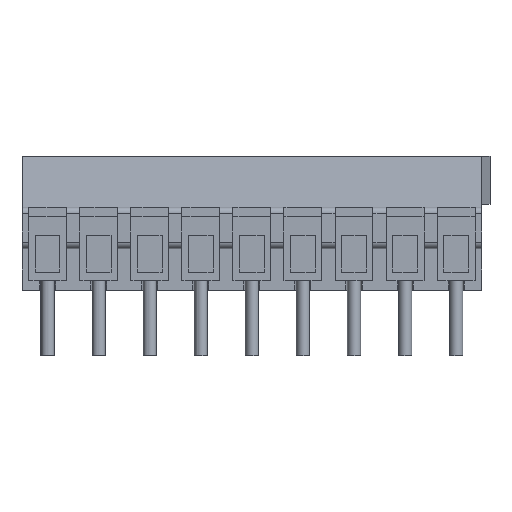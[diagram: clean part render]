
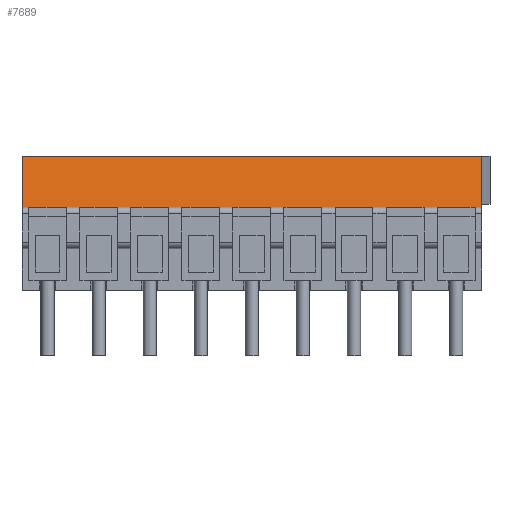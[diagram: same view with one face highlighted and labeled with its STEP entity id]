
A CAD part, front view. The second image highlights one B-rep face of the part: STEP entity #7689.
In plain terms, the highlighted planar face has unit normal (0, -0.985, 0.174).
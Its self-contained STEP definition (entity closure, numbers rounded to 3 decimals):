
#44 = PLANE('',#45);
#45 = AXIS2_PLACEMENT_3D('',#46,#47,#48);
#46 = CARTESIAN_POINT('',(-1.75,-0.574,4.593));
#47 = DIRECTION('',(-1.,-0.,-0.));
#48 = DIRECTION('',(0.,0.,-1.));
#1666 = PLANE('',#1667);
#1667 = AXIS2_PLACEMENT_3D('',#1668,#1669,#1670);
#1668 = CARTESIAN_POINT('',(29.75,-0.574,4.593));
#1669 = DIRECTION('',(1.,0.,0.));
#1670 = DIRECTION('',(0.,0.,1.));
#1850 = VERTEX_POINT('',#1851);
#1851 = CARTESIAN_POINT('',(-1.75,-3.45,5.7));
#1865 = PLANE('',#1866);
#1866 = AXIS2_PLACEMENT_3D('',#1867,#1868,#1869);
#1867 = CARTESIAN_POINT('',(14.,-3.724,5.7));
#1868 = DIRECTION('',(0.,0.,1.));
#1869 = DIRECTION('',(0.,1.,0.));
#1877 = EDGE_CURVE('',#1878,#1850,#1880,.T.);
#1878 = VERTEX_POINT('',#1879);
#1879 = CARTESIAN_POINT('',(-1.75,-2.83,9.2));
#1880 = SURFACE_CURVE('',#1881,(#1885,#1892),.PCURVE_S1.);
#1881 = LINE('',#1882,#1883);
#1882 = CARTESIAN_POINT('',(-1.75,-2.83,9.2));
#1883 = VECTOR('',#1884,1.);
#1884 = DIRECTION('',(0.,-0.174,-0.985));
#1885 = PCURVE('',#44,#1886);
#1886 = DEFINITIONAL_REPRESENTATION('',(#1887),#1891);
#1887 = LINE('',#1888,#1889);
#1888 = CARTESIAN_POINT('',(-4.607,2.256));
#1889 = VECTOR('',#1890,1.);
#1890 = DIRECTION('',(0.985,0.174));
#1891 = ( GEOMETRIC_REPRESENTATION_CONTEXT(2)
PARAMETRIC_REPRESENTATION_CONTEXT() REPRESENTATION_CONTEXT('2D SPACE',''
) );
#1892 = PCURVE('',#1893,#1898);
#1893 = PLANE('',#1894);
#1894 = AXIS2_PLACEMENT_3D('',#1895,#1896,#1897);
#1895 = CARTESIAN_POINT('',(-1.75,-2.83,9.2));
#1896 = DIRECTION('',(0.,0.985,-0.174));
#1897 = DIRECTION('',(0.,-0.174,-0.985));
#1898 = DEFINITIONAL_REPRESENTATION('',(#1899),#1903);
#1899 = LINE('',#1900,#1901);
#1900 = CARTESIAN_POINT('',(0.,0.));
#1901 = VECTOR('',#1902,1.);
#1902 = DIRECTION('',(1.,0.));
#1903 = ( GEOMETRIC_REPRESENTATION_CONTEXT(2)
PARAMETRIC_REPRESENTATION_CONTEXT() REPRESENTATION_CONTEXT('2D SPACE',''
) );
#1921 = PLANE('',#1922);
#1922 = AXIS2_PLACEMENT_3D('',#1923,#1924,#1925);
#1923 = CARTESIAN_POINT('',(14.039,0.101,9.2));
#1924 = DIRECTION('',(0.,0.,1.));
#1925 = DIRECTION('',(0.,1.,0.));
#2521 = VERTEX_POINT('',#2522);
#2522 = CARTESIAN_POINT('',(29.75,-2.83,9.2));
#2543 = EDGE_CURVE('',#2521,#2544,#2546,.T.);
#2544 = VERTEX_POINT('',#2545);
#2545 = CARTESIAN_POINT('',(29.75,-3.45,5.7));
#2546 = SURFACE_CURVE('',#2547,(#2551,#2558),.PCURVE_S1.);
#2547 = LINE('',#2548,#2549);
#2548 = CARTESIAN_POINT('',(29.75,-2.83,9.2));
#2549 = VECTOR('',#2550,1.);
#2550 = DIRECTION('',(0.,-0.174,-0.985));
#2551 = PCURVE('',#1666,#2552);
#2552 = DEFINITIONAL_REPRESENTATION('',(#2553),#2557);
#2553 = LINE('',#2554,#2555);
#2554 = CARTESIAN_POINT('',(4.607,2.256));
#2555 = VECTOR('',#2556,1.);
#2556 = DIRECTION('',(-0.985,0.174));
#2557 = ( GEOMETRIC_REPRESENTATION_CONTEXT(2)
PARAMETRIC_REPRESENTATION_CONTEXT() REPRESENTATION_CONTEXT('2D SPACE',''
) );
#2558 = PCURVE('',#1893,#2559);
#2559 = DEFINITIONAL_REPRESENTATION('',(#2560),#2564);
#2560 = LINE('',#2561,#2562);
#2561 = CARTESIAN_POINT('',(0.,-31.5));
#2562 = VECTOR('',#2563,1.);
#2563 = DIRECTION('',(1.,0.));
#2564 = ( GEOMETRIC_REPRESENTATION_CONTEXT(2)
PARAMETRIC_REPRESENTATION_CONTEXT() REPRESENTATION_CONTEXT('2D SPACE',''
) );
#6993 = EDGE_CURVE('',#1878,#2521,#6994,.T.);
#6994 = SURFACE_CURVE('',#6995,(#6999,#7006),.PCURVE_S1.);
#6995 = LINE('',#6996,#6997);
#6996 = CARTESIAN_POINT('',(-1.75,-2.83,9.2));
#6997 = VECTOR('',#6998,1.);
#6998 = DIRECTION('',(1.,0.,0.));
#6999 = PCURVE('',#1921,#7000);
#7000 = DEFINITIONAL_REPRESENTATION('',(#7001),#7005);
#7001 = LINE('',#7002,#7003);
#7002 = CARTESIAN_POINT('',(-2.931,15.789));
#7003 = VECTOR('',#7004,1.);
#7004 = DIRECTION('',(0.,-1.));
#7005 = ( GEOMETRIC_REPRESENTATION_CONTEXT(2)
PARAMETRIC_REPRESENTATION_CONTEXT() REPRESENTATION_CONTEXT('2D SPACE',''
) );
#7006 = PCURVE('',#1893,#7007);
#7007 = DEFINITIONAL_REPRESENTATION('',(#7008),#7012);
#7008 = LINE('',#7009,#7010);
#7009 = CARTESIAN_POINT('',(0.,0.));
#7010 = VECTOR('',#7011,1.);
#7011 = DIRECTION('',(0.,-1.));
#7012 = ( GEOMETRIC_REPRESENTATION_CONTEXT(2)
PARAMETRIC_REPRESENTATION_CONTEXT() REPRESENTATION_CONTEXT('2D SPACE',''
) );
#7689 = ADVANCED_FACE('',(#7690),#1893,.F.);
#7690 = FACE_BOUND('',#7691,.F.);
#7691 = EDGE_LOOP('',(#7692,#7693,#7694,#7715));
#7692 = ORIENTED_EDGE('',*,*,#6993,.T.);
#7693 = ORIENTED_EDGE('',*,*,#2543,.T.);
#7694 = ORIENTED_EDGE('',*,*,#7695,.F.);
#7695 = EDGE_CURVE('',#1850,#2544,#7696,.T.);
#7696 = SURFACE_CURVE('',#7697,(#7701,#7708),.PCURVE_S1.);
#7697 = LINE('',#7698,#7699);
#7698 = CARTESIAN_POINT('',(-1.75,-3.45,5.7));
#7699 = VECTOR('',#7700,1.);
#7700 = DIRECTION('',(1.,0.,0.));
#7701 = PCURVE('',#1893,#7702);
#7702 = DEFINITIONAL_REPRESENTATION('',(#7703),#7707);
#7703 = LINE('',#7704,#7705);
#7704 = CARTESIAN_POINT('',(3.554,0.));
#7705 = VECTOR('',#7706,1.);
#7706 = DIRECTION('',(0.,-1.));
#7707 = ( GEOMETRIC_REPRESENTATION_CONTEXT(2)
PARAMETRIC_REPRESENTATION_CONTEXT() REPRESENTATION_CONTEXT('2D SPACE',''
) );
#7708 = PCURVE('',#1865,#7709);
#7709 = DEFINITIONAL_REPRESENTATION('',(#7710),#7714);
#7710 = LINE('',#7711,#7712);
#7711 = CARTESIAN_POINT('',(0.274,15.75));
#7712 = VECTOR('',#7713,1.);
#7713 = DIRECTION('',(0.,-1.));
#7714 = ( GEOMETRIC_REPRESENTATION_CONTEXT(2)
PARAMETRIC_REPRESENTATION_CONTEXT() REPRESENTATION_CONTEXT('2D SPACE',''
) );
#7715 = ORIENTED_EDGE('',*,*,#1877,.F.);
